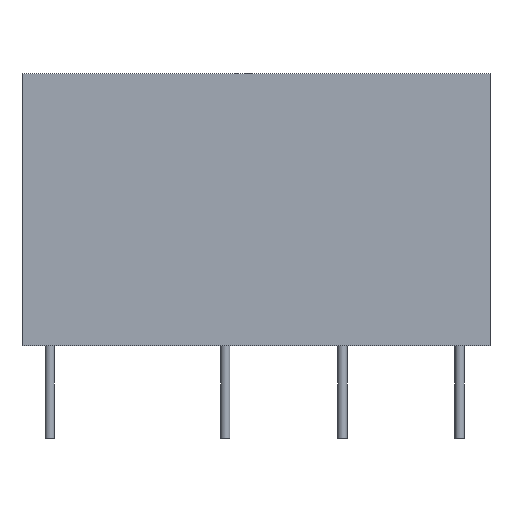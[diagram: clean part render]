
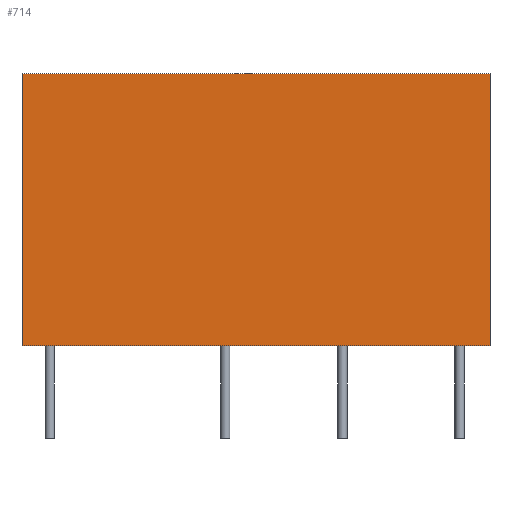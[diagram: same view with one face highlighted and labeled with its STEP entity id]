
A CAD part, front view. The second image highlights one B-rep face of the part: STEP entity #714.
In plain terms, the highlighted planar face has unit normal (0, -1, 0).
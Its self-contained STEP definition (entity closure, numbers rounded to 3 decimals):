
#689 = VERTEX_POINT('',#690);
#690 = CARTESIAN_POINT('',(19.1,-1.25,11.8));
#696 = EDGE_CURVE('',#697,#689,#699,.T.);
#697 = VERTEX_POINT('',#698);
#698 = CARTESIAN_POINT('',(19.1,-1.25,0.));
#699 = LINE('',#700,#701);
#700 = CARTESIAN_POINT('',(19.1,-1.25,0.));
#701 = VECTOR('',#702,1.);
#702 = DIRECTION('',(0.,0.,1.));
#714 = ADVANCED_FACE('',(#715),#740,.T.);
#715 = FACE_BOUND('',#716,.T.);
#716 = EDGE_LOOP('',(#717,#718,#726,#734));
#717 = ORIENTED_EDGE('',*,*,#696,.T.);
#718 = ORIENTED_EDGE('',*,*,#719,.T.);
#719 = EDGE_CURVE('',#689,#720,#722,.T.);
#720 = VERTEX_POINT('',#721);
#721 = CARTESIAN_POINT('',(-1.2,-1.25,11.8));
#722 = LINE('',#723,#724);
#723 = CARTESIAN_POINT('',(19.1,-1.25,11.8));
#724 = VECTOR('',#725,1.);
#725 = DIRECTION('',(-1.,0.,0.));
#726 = ORIENTED_EDGE('',*,*,#727,.F.);
#727 = EDGE_CURVE('',#728,#720,#730,.T.);
#728 = VERTEX_POINT('',#729);
#729 = CARTESIAN_POINT('',(-1.2,-1.25,0.));
#730 = LINE('',#731,#732);
#731 = CARTESIAN_POINT('',(-1.2,-1.25,0.));
#732 = VECTOR('',#733,1.);
#733 = DIRECTION('',(0.,0.,1.));
#734 = ORIENTED_EDGE('',*,*,#735,.F.);
#735 = EDGE_CURVE('',#697,#728,#736,.T.);
#736 = LINE('',#737,#738);
#737 = CARTESIAN_POINT('',(19.1,-1.25,0.));
#738 = VECTOR('',#739,1.);
#739 = DIRECTION('',(-1.,0.,0.));
#740 = PLANE('',#741);
#741 = AXIS2_PLACEMENT_3D('',#742,#743,#744);
#742 = CARTESIAN_POINT('',(19.1,-1.25,0.));
#743 = DIRECTION('',(0.,-1.,0.));
#744 = DIRECTION('',(-1.,0.,0.));
